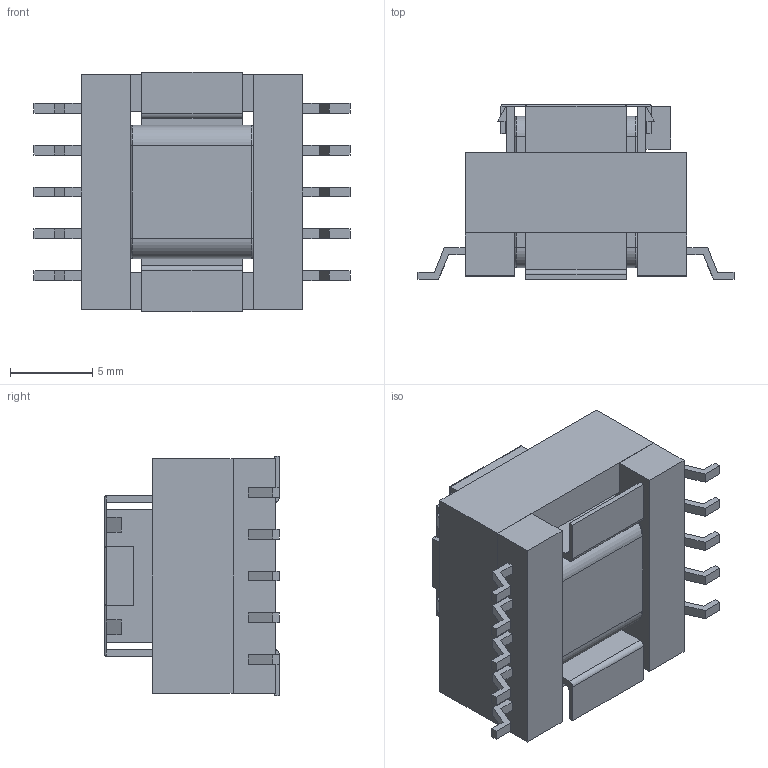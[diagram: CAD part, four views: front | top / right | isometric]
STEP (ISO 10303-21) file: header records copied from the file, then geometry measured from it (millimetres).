
FILE_DESCRIPTION (( 'STEP AP214' ), '1' );
FILE_NAME ('Coilcraft-CST2010.STEP', '2019-11-11T13:21:11', ( '' ), ( '' ), 'SwSTEP 2.0', 'SolidWorks 2019', '' );
FILE_SCHEMA (( 'AUTOMOTIVE_DESIGN' ));
Length unit declared in the file: millimetre
Products named in the file (1): Coilcraft-CST2010
Bounding box: 19.2 x 10.61 x 14.55 mm (x, y, z)
Volume: 1440 mm3; surface area: 2130.1 mm2
Topology: 3 solids, 3 shells, 545 faces, 1389 edges, 880 vertices
Faces by surface type: plane 266, bspline 245, cylinder 34
Entity records: 21298 total; most frequent: CARTESIAN_POINT 8435, ORIENTED_EDGE 2778, DIRECTION 1529, EDGE_CURVE 1389, VERTEX_POINT 880, LINE 855, VECTOR 855, EDGE_LOOP 577
